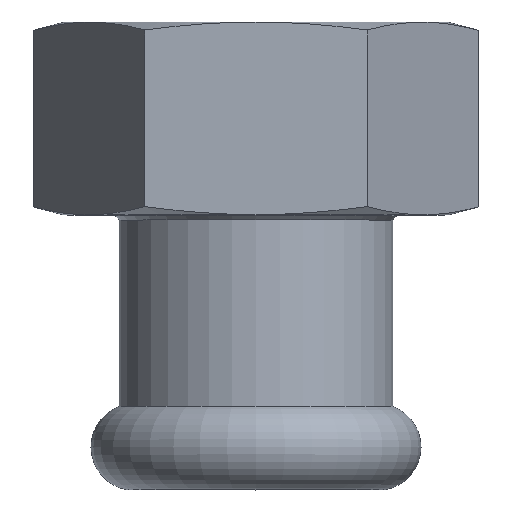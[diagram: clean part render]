
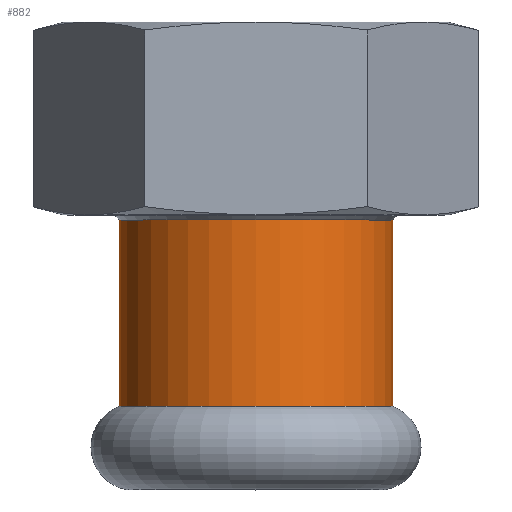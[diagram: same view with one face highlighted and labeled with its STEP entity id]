
A CAD part, top view. The second image highlights one B-rep face of the part: STEP entity #882.
In plain terms, the highlighted cylindrical face has radius 10.65 mm (diameter 21.3 mm), a full revolution.
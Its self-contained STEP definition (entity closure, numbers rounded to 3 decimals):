
#58=CYLINDRICAL_SURFACE('',#1037,10.65);
#131=FACE_OUTER_BOUND('',#191,.T.);
#191=EDGE_LOOP('',(#790,#791,#792,#793,#794,#795));
#217=LINE('',#1658,#241);
#241=VECTOR('',#1331,10.65);
#269=CIRCLE('',#961,10.65);
#270=CIRCLE('',#962,10.65);
#314=CIRCLE('',#1023,10.65);
#315=CIRCLE('',#1024,10.65);
#365=VERTEX_POINT('',#1522);
#366=VERTEX_POINT('',#1523);
#405=VERTEX_POINT('',#1631);
#406=VERTEX_POINT('',#1633);
#476=EDGE_CURVE('',#365,#366,#269,.T.);
#477=EDGE_CURVE('',#366,#365,#270,.T.);
#529=EDGE_CURVE('',#405,#406,#314,.T.);
#530=EDGE_CURVE('',#406,#405,#315,.T.);
#542=EDGE_CURVE('',#405,#366,#217,.T.);
#790=ORIENTED_EDGE('',*,*,#530,.F.);
#791=ORIENTED_EDGE('',*,*,#529,.F.);
#792=ORIENTED_EDGE('',*,*,#542,.T.);
#793=ORIENTED_EDGE('',*,*,#477,.T.);
#794=ORIENTED_EDGE('',*,*,#476,.T.);
#795=ORIENTED_EDGE('',*,*,#542,.F.);
#882=ADVANCED_FACE('',(#131),#58,.T.);
#961=AXIS2_PLACEMENT_3D('',#1524,#1166,#1167);
#962=AXIS2_PLACEMENT_3D('',#1525,#1168,#1169);
#1023=AXIS2_PLACEMENT_3D('',#1634,#1298,#1299);
#1024=AXIS2_PLACEMENT_3D('',#1635,#1300,#1301);
#1037=AXIS2_PLACEMENT_3D('',#1657,#1329,#1330);
#1166=DIRECTION('center_axis',(0.,1.,0.));
#1167=DIRECTION('ref_axis',(0.,0.,1.));
#1168=DIRECTION('center_axis',(0.,1.,0.));
#1169=DIRECTION('ref_axis',(0.,0.,1.));
#1298=DIRECTION('center_axis',(0.,1.,0.));
#1299=DIRECTION('ref_axis',(0.,0.,1.));
#1300=DIRECTION('center_axis',(0.,1.,0.));
#1301=DIRECTION('ref_axis',(0.,0.,1.));
#1329=DIRECTION('center_axis',(0.,1.,0.));
#1330=DIRECTION('ref_axis',(0.,0.,1.));
#1331=DIRECTION('',(0.,-1.,0.));
#1522=CARTESIAN_POINT('',(0.,6.489,10.65));
#1523=CARTESIAN_POINT('',(0.,6.489,-10.65));
#1524=CARTESIAN_POINT('Origin',(0.,6.489,0.));
#1525=CARTESIAN_POINT('Origin',(0.,6.489,0.));
#1631=CARTESIAN_POINT('',(0.,21.,-10.65));
#1633=CARTESIAN_POINT('',(0.,21.,10.65));
#1634=CARTESIAN_POINT('Origin',(0.,21.,0.));
#1635=CARTESIAN_POINT('Origin',(0.,21.,0.));
#1657=CARTESIAN_POINT('Origin',(0.,13.244,0.));
#1658=CARTESIAN_POINT('',(0.,13.244,-10.65));
